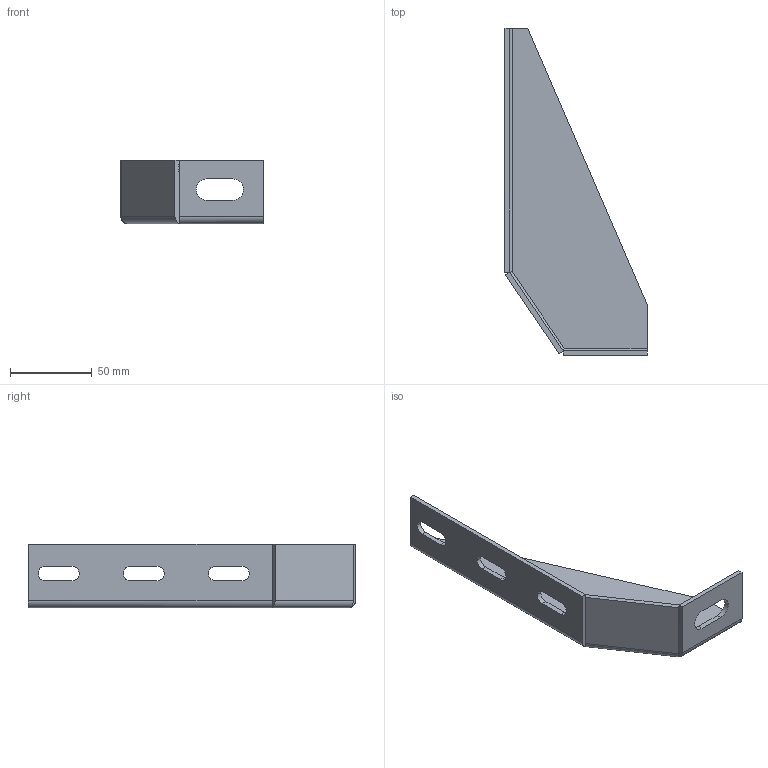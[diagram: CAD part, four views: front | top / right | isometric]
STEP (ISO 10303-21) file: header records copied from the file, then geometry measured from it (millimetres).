
FILE_DESCRIPTION (( 'STEP AP203' ), '1' );
FILE_NAME ('093b2001s.STEP', '2013-01-09T09:35:10', ( '' ), ( '' ), 'SwSTEP 2.0', 'SolidWorks 2012', '' );
FILE_SCHEMA (( 'CONFIG_CONTROL_DESIGN' ));
Length unit declared in the file: millimetre
Products named in the file (1): 093b2001s
Bounding box: 87 x 200 x 39 mm (x, y, z)
Volume: 55139.8 mm3; surface area: 39648.1 mm2
Topology: 1 solids, 1 shells, 124 faces, 314 edges, 208 vertices
Faces by surface type: plane 74, cylinder 50
Entity records: 3823 total; most frequent: CARTESIAN_POINT 707, DIRECTION 628, ORIENTED_EDGE 628, EDGE_CURVE 314, LINE 210, VECTOR 210, AXIS2_PLACEMENT_3D 209, VERTEX_POINT 208
